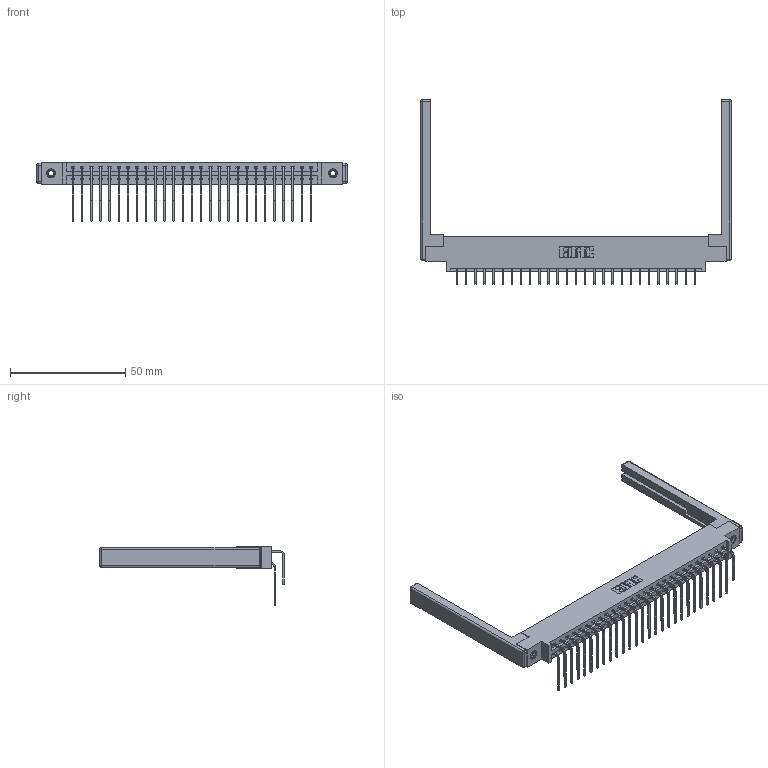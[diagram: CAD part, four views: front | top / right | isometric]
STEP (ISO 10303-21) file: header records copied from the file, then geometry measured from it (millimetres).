
FILE_DESCRIPTION (( 'STEP AP203' ), '1' );
FILE_NAME ('387-054-559-868.STEP', '2019-10-19T05:58:25', ( '' ), ( '' ), 'SwSTEP 2.0', 'SolidWorks 2016', '' );
FILE_SCHEMA (( 'CONFIG_CONTROL_DESIGN' ));
Length unit declared in the file: inch
Products named in the file (6): 387-054-559-868; 337 Part_0.170 Offset - 0.156 Dia-TI; 345-292-001_558 559 Tail - 1; 345-250-001_345-250-001-102; 307-220-068; 345-292-001_559 Tail - 2
Assembly tree (59 placements, depth 2):
  387-054-559-868
    337 Part_0.170 Offset - 0.156 Dia-TI
    345-292-001_558 559 Tail - 1  x27
    345-292-001_559 Tail - 2  x27
    345-250-001_345-250-001-102  x2
    307-220-068  x2
Bounding box: 134.42 x 79.95 x 25.53 mm (x, y, z)
Volume: 18545 mm3; surface area: 21568.9 mm2
Topology: 59 solids, 59 shells, 3296 faces, 9731 edges, 6394 vertices
Faces by surface type: plane 2322, cylinder 950, cone 12, sphere 8, torus 4
Entity records: 27550 total; most frequent: CARTESIAN_POINT 4666, ORIENTED_EDGE 4540, DIRECTION 4048, EDGE_CURVE 2270, VECTOR 2052, LINE 2052, VERTEX_POINT 1502, AXIS2_PLACEMENT_3D 998
